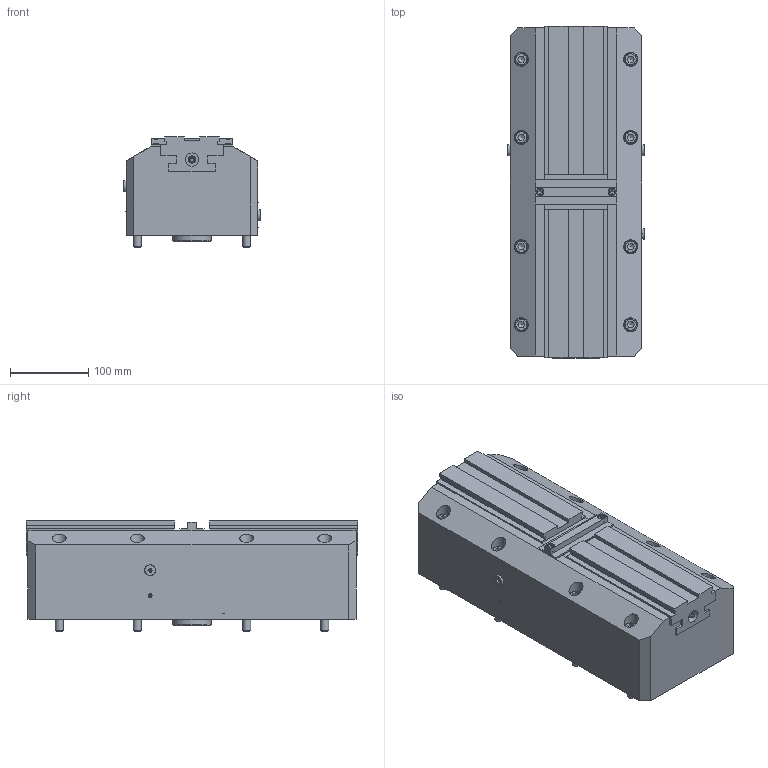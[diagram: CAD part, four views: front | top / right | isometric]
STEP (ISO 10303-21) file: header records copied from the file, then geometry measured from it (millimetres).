
FILE_DESCRIPTION(/* description */ ('Pneum. Zentrierspanner mit Doppelkolben BSP 420 D'),/* implementation_level */ '2;1');
FILE_NAME(/* name */ '152-0420-002-Kunde (verstellbar).stp',/* time_stamp */ '2023-01-20T10:08:21+01:00',/* author */ ('Chiacchiera'),/* organization */ (''),/* preprocessor_version */ 'ST-DEVELOPER v19.2',/* originating_system */ 'Autodesk Inventor 2023',/* authorisation */ '');
FILE_SCHEMA (('AUTOMOTIVE_DESIGN { 1 0 10303 214 3 1 1 }'));
Length unit declared in the file: millimetre
Products named in the file (3): 152-0420-002-Kunde (verstellbar); 152-0420-002-Basis (verstellbar); 152-0420-002-Backe (verstellbar)
Assembly tree (3 placements, depth 2):
  152-0420-002-Kunde (verstellbar)
    152-0420-002-Basis (verstellbar)
    152-0420-002-Backe (verstellbar)  x2
Bounding box: 176 x 425 x 141 mm (x, y, z)
Volume: 8061147.5 mm3; surface area: 471107 mm2
Topology: 3 solids, 12 shells, 625 faces, 1507 edges, 972 vertices
Faces by surface type: plane 397, cylinder 128, cone 61, torus 29, sphere 10
Full cylindrical faces by diameter (mm): 3 x8, 5 x3, 6 x4, 8.5 x2, 10 x27, 11 x24, 12 x2, 14 x3, 16 x8, 17 x2, 18 x8, 50 x1
Entity records: 17035 total; most frequent: CARTESIAN_POINT 3113, DIRECTION 2752, ORIENTED_EDGE 2690, EDGE_CURVE 1345, AXIS2_PLACEMENT_3D 982, VERTEX_POINT 884, LINE 788, VECTOR 788
